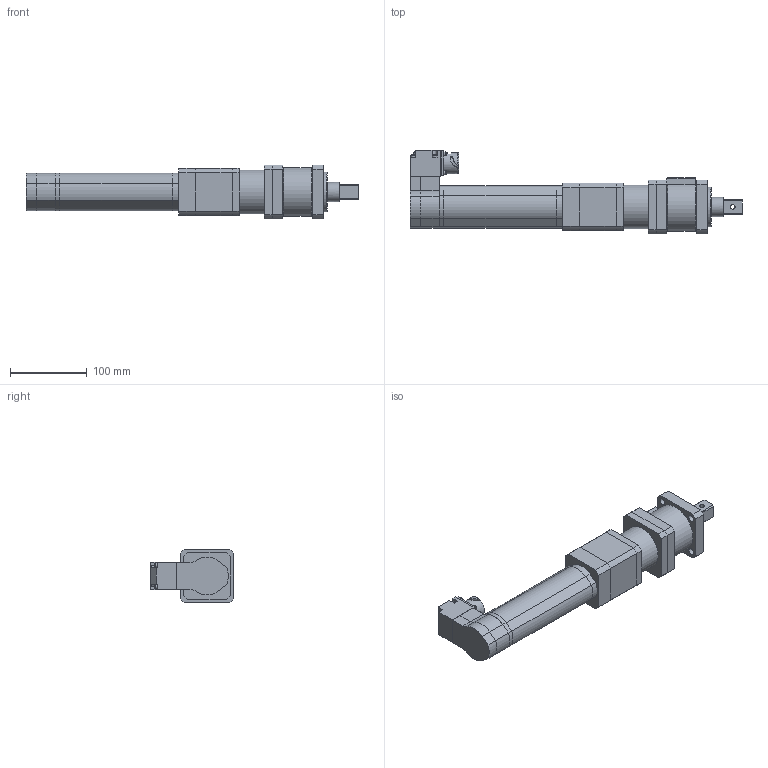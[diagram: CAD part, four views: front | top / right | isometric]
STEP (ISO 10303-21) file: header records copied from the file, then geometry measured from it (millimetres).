
FILE_DESCRIPTION (( 'STEP AP203' ), '1' );
FILE_NAME ('CFT-302RS3-SL.STEP', '2015-07-16T17:47:46', ( '' ), ( '' ), 'SwSTEP 2.0', 'SolidWorks 2015', '' );
FILE_SCHEMA (( 'CONFIG_CONTROL_DESIGN' ));
Length unit declared in the file: millimetre
Products named in the file (1): CFT-302RS3-SL
Bounding box: 433 x 109 x 70 mm (x, y, z)
Volume: 1215556.1 mm3; surface area: 173265.2 mm2
Topology: 22 solids, 22 shells, 250 faces, 575 edges, 377 vertices
Faces by surface type: plane 146, cylinder 73, cone 19, bspline 9, torus 3
Full cylindrical faces by diameter (mm): 5.5 x8, 6 x1, 8.5 x4, 20.8 x1, 25 x1, 27.4 x1, 52 x1, 57 x2
Entity records: 9064 total; most frequent: CARTESIAN_POINT 3443, DIRECTION 1142, ORIENTED_EDGE 1084, EDGE_CURVE 542, AXIS2_PLACEMENT_3D 416, VERTEX_POINT 372, VECTOR 310, LINE 310
